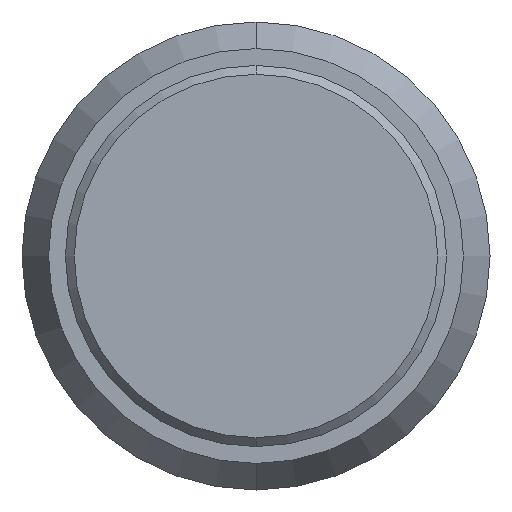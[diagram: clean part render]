
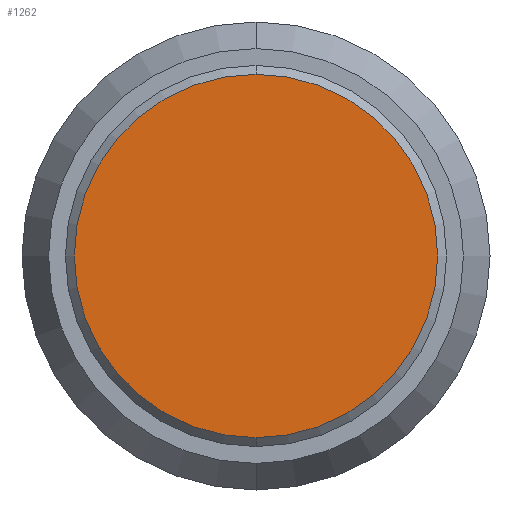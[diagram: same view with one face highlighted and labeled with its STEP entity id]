
A CAD part, front view. The second image highlights one B-rep face of the part: STEP entity #1262.
In plain terms, the highlighted planar face has unit normal (0, -1, 0).
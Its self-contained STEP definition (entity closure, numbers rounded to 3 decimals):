
#2 = VERTEX_POINT ( 'NONE', #1073 ) ;
#32 = AXIS2_PLACEMENT_3D ( 'NONE', #1306, #698, #1439 ) ;
#104 = DIRECTION ( 'NONE',  ( 0., 0., 1. ) ) ;
#110 = CIRCLE ( 'NONE', #32, 10.25 ) ;
#226 = CARTESIAN_POINT ( 'NONE',  ( 0., 0., 0. ) ) ;
#241 = DIRECTION ( 'NONE',  ( 0., -1., 0. ) ) ;
#393 = CARTESIAN_POINT ( 'NONE',  ( 0., 0., 10.25 ) ) ;
#468 = VERTEX_POINT ( 'NONE', #393 ) ;
#489 = DIRECTION ( 'NONE',  ( 0., -1., 0. ) ) ;
#684 = ORIENTED_EDGE ( 'NONE', *, *, #1363, .T. ) ;
#698 = DIRECTION ( 'NONE',  ( 0., -1., 0. ) ) ;
#700 = FACE_OUTER_BOUND ( 'NONE', #1436, .T. ) ;
#760 = AXIS2_PLACEMENT_3D ( 'NONE', #1222, #489, #1448 ) ;
#794 = CIRCLE ( 'NONE', #1545, 10.25 ) ;
#1073 = CARTESIAN_POINT ( 'NONE',  ( 0., 0., -10.25 ) ) ;
#1089 = PLANE ( 'NONE',  #760 ) ;
#1222 = CARTESIAN_POINT ( 'NONE',  ( -10.373, 0., 10.373 ) ) ;
#1231 = ORIENTED_EDGE ( 'NONE', *, *, #1488, .T. ) ;
#1262 = ADVANCED_FACE ( 'NONE', ( #700 ), #1089, .T. ) ;
#1306 = CARTESIAN_POINT ( 'NONE',  ( 0., 0., 0. ) ) ;
#1363 = EDGE_CURVE ( 'NONE', #468, #2, #110, .T. ) ;
#1436 = EDGE_LOOP ( 'NONE', ( #684, #1231 ) ) ;
#1439 = DIRECTION ( 'NONE',  ( 0., 0., 1. ) ) ;
#1448 = DIRECTION ( 'NONE',  ( 0., 0., -1. ) ) ;
#1488 = EDGE_CURVE ( 'NONE', #2, #468, #794, .T. ) ;
#1545 = AXIS2_PLACEMENT_3D ( 'NONE', #226, #241, #104 ) ;
